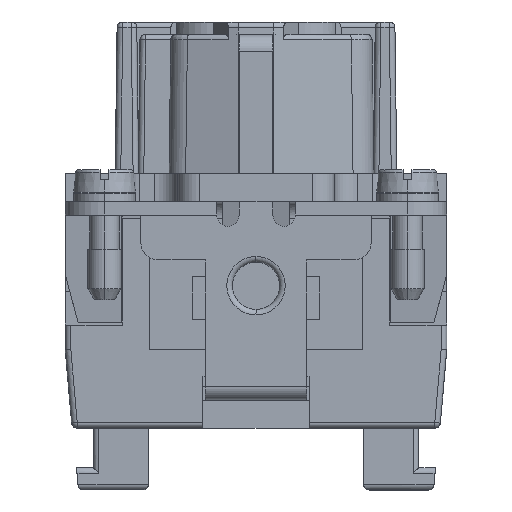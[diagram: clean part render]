
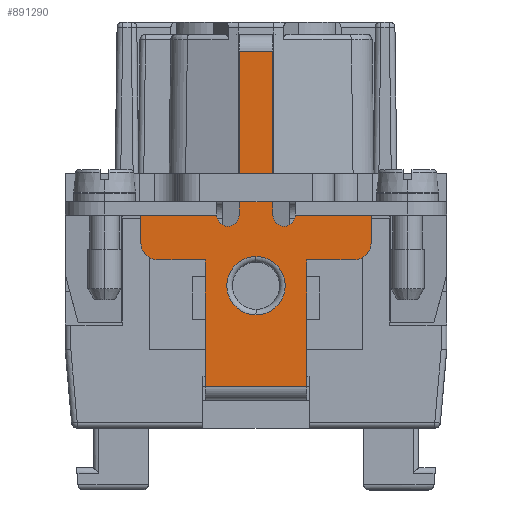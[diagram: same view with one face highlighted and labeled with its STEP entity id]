
A CAD part, left-side view. The second image highlights one B-rep face of the part: STEP entity #891290.
In plain terms, the highlighted face is planar.
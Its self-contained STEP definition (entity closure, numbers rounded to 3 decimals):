
#46610=CARTESIAN_POINT('',(-21.146,24.176,0.));
#46620=DIRECTION('',(0.,0.,-1.));
#46630=VECTOR('',#46620,1.);
#46640=LINE('',#46610,#46630);
#46650=CARTESIAN_POINT('',(-21.146,24.176,
-5.4));
#46660=VERTEX_POINT('',#46650);
#46670=CARTESIAN_POINT('',(-21.146,24.176,
-11.4));
#46680=VERTEX_POINT('',#46670);
#46690=EDGE_CURVE('',#46660,#46680,#46640,.T.);
#47650=CARTESIAN_POINT('',(-21.146,24.176,
-0.1));
#47660=VERTEX_POINT('',#47650);
#47690=CARTESIAN_POINT('',(-21.146,24.176,0.));
#47700=DIRECTION('',(0.,0.,-1.));
#47710=VECTOR('',#47700,1.);
#47720=LINE('',#47690,#47710);
#47730=CARTESIAN_POINT('',(-21.146,24.176,
-1.6));
#47740=VERTEX_POINT('',#47730);
#47750=EDGE_CURVE('',#47660,#47740,#47720,.T.);
#157340=CARTESIAN_POINT('',(-21.146,33.176,
-5.4));
#157350=VERTEX_POINT('',#157340);
#157500=CARTESIAN_POINT('',(-21.146,33.176,
-1.6));
#157510=VERTEX_POINT('',#157500);
#157540=CARTESIAN_POINT('',(-21.146,33.176,0.));
#157550=DIRECTION('',(0.,0.,1.));
#157560=VECTOR('',#157550,1.);
#157570=LINE('',#157540,#157560);
#157580=CARTESIAN_POINT('',(-21.146,33.176,
-0.1));
#157590=VERTEX_POINT('',#157580);
#157600=EDGE_CURVE('',#157510,#157590,#157570,.T.);
#158470=CARTESIAN_POINT('',(-21.146,33.176,
-11.4));
#158480=VERTEX_POINT('',#158470);
#158510=CARTESIAN_POINT('',(-21.146,33.176,0.));
#158520=DIRECTION('',(0.,0.,1.));
#158530=VECTOR('',#158520,1.);
#158540=LINE('',#158510,#158530);
#158550=EDGE_CURVE('',#158480,#157350,#158540,.T.);
#727880=CARTESIAN_POINT('',(-21.146,18.426,
3.9));
#727890=VERTEX_POINT('',#727880);
#727920=CARTESIAN_POINT('',(-21.146,18.426,
20.6));
#727930=DIRECTION('',(0.,0.,1.));
#727940=VECTOR('',#727930,1.);
#727950=LINE('',#727920,#727940);
#727960=CARTESIAN_POINT('',(-21.146,18.426,
1.4));
#727970=VERTEX_POINT('',#727960);
#727980=EDGE_CURVE('',#727970,#727890,#727950,.T.);
#728340=CARTESIAN_POINT('',(-21.146,27.176,
3.9));
#728350=VERTEX_POINT('',#728340);
#728400=CARTESIAN_POINT('',(-21.146,26.176,
3.9));
#728410=DIRECTION('',(1.,0.,0.));
#728420=DIRECTION('',(0.,-1.,0.));
#728430=AXIS2_PLACEMENT_3D('',#728400,#728410,#728420);
#728440=CIRCLE('',#728430,1.);
#728450=CARTESIAN_POINT('',(-21.146,25.176,
3.9));
#728460=VERTEX_POINT('',#728450);
#728470=EDGE_CURVE('',#728460,#728350,#728440,.T.);
#729040=CARTESIAN_POINT('',(-21.146,19.926,
1.4));
#729050=DIRECTION('',(-1.,0.,0.));
#729060=DIRECTION('',(0.,1.,0.));
#729070=AXIS2_PLACEMENT_3D('',#729040,#729050,#729060);
#729080=CIRCLE('',#729070,1.5);
#729090=CARTESIAN_POINT('',(-21.146,19.926,
-0.1));
#729100=VERTEX_POINT('',#729090);
#729110=EDGE_CURVE('',#729100,#727970,#729080,.T.);
#729580=CARTESIAN_POINT('',(-21.146,72.675,
-0.1));
#729590=DIRECTION('',(0.,-1.,0.));
#729600=VECTOR('',#729590,1.);
#729610=LINE('',#729580,#729600);
#729620=EDGE_CURVE('',#47660,#729100,#729610,.T.);
#765460=CARTESIAN_POINT('',(-21.146,32.176,
3.9));
#765470=VERTEX_POINT('',#765460);
#765730=CARTESIAN_POINT('',(-21.146,31.176,
3.9));
#765740=DIRECTION('',(1.,0.,0.));
#765750=DIRECTION('',(0.,-1.,0.));
#765760=AXIS2_PLACEMENT_3D('',#765730,#765740,#765750);
#765770=CIRCLE('',#765760,1.);
#765780=CARTESIAN_POINT('',(-21.146,30.176,
3.9));
#765790=VERTEX_POINT('',#765780);
#765800=EDGE_CURVE('',#765790,#765470,#765770,.T.);
#767660=CARTESIAN_POINT('',(-21.146,30.176,
20.6));
#767670=DIRECTION('',(0.,0.,-1.));
#767680=VECTOR('',#767670,1.);
#767690=LINE('',#767660,#767680);
#767700=CARTESIAN_POINT('',(-21.146,30.176,
18.5));
#767710=VERTEX_POINT('',#767700);
#767720=EDGE_CURVE('',#767710,#765790,#767690,.T.);
#768000=CARTESIAN_POINT('',(-21.146,72.675,
18.5));
#768010=DIRECTION('',(0.,-1.,0.));
#768020=VECTOR('',#768010,1.);
#768030=LINE('',#768000,#768020);
#768040=CARTESIAN_POINT('',(-21.146,27.176,
18.5));
#768050=VERTEX_POINT('',#768040);
#768060=EDGE_CURVE('',#767710,#768050,#768030,.T.);
#768490=CARTESIAN_POINT('',(-21.146,27.176,
20.6));
#768500=DIRECTION('',(0.,0.,1.));
#768510=VECTOR('',#768500,1.);
#768520=LINE('',#768490,#768510);
#768530=EDGE_CURVE('',#728350,#768050,#768520,.T.);
#771790=CARTESIAN_POINT('',(-21.146,72.675,
3.9));
#771800=DIRECTION('',(0.,1.,0.));
#771810=VECTOR('',#771800,1.);
#771820=LINE('',#771790,#771810);
#771830=EDGE_CURVE('',#727890,#728460,#771820,.T.);
#775550=CARTESIAN_POINT('',(-21.146,33.176,0.));
#775560=DIRECTION('',(0.,0.,1.));
#775570=VECTOR('',#775560,1.);
#775580=LINE('',#775550,#775570);
#775590=EDGE_CURVE('',#157350,#157510,#775580,.T.);
#775920=CARTESIAN_POINT('',(-21.146,24.176,0.));
#775930=DIRECTION('',(0.,0.,-1.));
#775940=VECTOR('',#775930,1.);
#775950=LINE('',#775920,#775940);
#775960=EDGE_CURVE('',#47740,#46660,#775950,.T.);
#781280=CARTESIAN_POINT('',(-21.146,72.675,
-11.4));
#781290=DIRECTION('',(0.,-1.,0.));
#781300=VECTOR('',#781290,1.);
#781310=LINE('',#781280,#781300);
#781320=EDGE_CURVE('',#158480,#46680,#781310,.T.);
#851200=CARTESIAN_POINT('',(-21.146,38.926,
3.9));
#851210=VERTEX_POINT('',#851200);
#851260=EDGE_CURVE('',#765470,#851210,#771820,.T.);
#889140=CARTESIAN_POINT('',(-21.146,37.426,
-0.1));
#889150=VERTEX_POINT('',#889140);
#889200=CARTESIAN_POINT('',(-21.146,72.675,
-0.1));
#889210=DIRECTION('',(0.,-1.,0.));
#889220=VECTOR('',#889210,1.);
#889230=LINE('',#889200,#889220);
#889240=EDGE_CURVE('',#889150,#157590,#889230,.T.);
#889420=CARTESIAN_POINT('',(-21.146,37.426,
1.4));
#889430=DIRECTION('',(-1.,0.,0.));
#889440=DIRECTION('',(0.,1.,0.));
#889450=AXIS2_PLACEMENT_3D('',#889420,#889430,#889440);
#889460=CIRCLE('',#889450,1.5);
#889470=CARTESIAN_POINT('',(-21.146,38.926,
1.4));
#889480=VERTEX_POINT('',#889470);
#889490=EDGE_CURVE('',#889480,#889150,#889460,.T.);
#889760=CARTESIAN_POINT('',(-21.146,38.926,
20.6));
#889770=DIRECTION('',(0.,0.,-1.));
#889780=VECTOR('',#889770,1.);
#889790=LINE('',#889760,#889780);
#889800=EDGE_CURVE('',#851210,#889480,#889790,.T.);
#890660=CARTESIAN_POINT('',(-21.146,28.676,
0.2));
#890670=VERTEX_POINT('',#890660);
#890700=CARTESIAN_POINT('',(-21.146,28.676,
-2.4));
#890710=DIRECTION('',(1.,0.,0.));
#890720=DIRECTION('',(0.,-1.,0.));
#890730=AXIS2_PLACEMENT_3D('',#890700,#890710,#890720);
#890740=CIRCLE('',#890730,2.6);
#890750=CARTESIAN_POINT('',(-21.146,28.676,
-5.));
#890760=VERTEX_POINT('',#890750);
#890770=EDGE_CURVE('',#890760,#890670,#890740,.T.);
#890970=CARTESIAN_POINT('',(-21.146,29.669,
-7.687));
#890980=DIRECTION('',(1.,0.,0.));
#890990=DIRECTION('',(0.,-1.,0.));
#891000=AXIS2_PLACEMENT_3D('',#890970,#890980,#890990);
#891010=PLANE('',#891000);
#891020=ORIENTED_EDGE('',*,*,#890770,.F.);
#891030=EDGE_CURVE('',#890670,#890760,#890740,.T.);
#891040=ORIENTED_EDGE('',*,*,#891030,.F.);
#891050=EDGE_LOOP('',(#891040,#891020));
#891060=FACE_BOUND('',#891050,.T.);
#891070=ORIENTED_EDGE('',*,*,#158550,.T.);
#891080=ORIENTED_EDGE('',*,*,#781320,.F.);
#891090=ORIENTED_EDGE('',*,*,#46690,.T.);
#891100=ORIENTED_EDGE('',*,*,#775960,.T.);
#891110=ORIENTED_EDGE('',*,*,#47750,.T.);
#891120=ORIENTED_EDGE('',*,*,#729620,.F.);
#891130=ORIENTED_EDGE('',*,*,#729110,.F.);
#891140=ORIENTED_EDGE('',*,*,#727980,.F.);
#891150=ORIENTED_EDGE('',*,*,#771830,.F.);
#891160=ORIENTED_EDGE('',*,*,#728470,.F.);
#891170=ORIENTED_EDGE('',*,*,#768530,.F.);
#891180=ORIENTED_EDGE('',*,*,#768060,.T.);
#891190=ORIENTED_EDGE('',*,*,#767720,.F.);
#891200=ORIENTED_EDGE('',*,*,#765800,.F.);
#891210=ORIENTED_EDGE('',*,*,#851260,.F.);
#891220=ORIENTED_EDGE('',*,*,#889800,.F.);
#891230=ORIENTED_EDGE('',*,*,#889490,.F.);
#891240=ORIENTED_EDGE('',*,*,#889240,.F.);
#891250=ORIENTED_EDGE('',*,*,#157600,.T.);
#891260=ORIENTED_EDGE('',*,*,#775590,.T.);
#891270=EDGE_LOOP('',(#891260,#891250,#891240,#891230,#891220,#891210,
#891200,#891190,#891180,#891170,#891160,#891150,#891140,#891130,#891120,
#891110,#891100,#891090,#891080,#891070));
#891280=FACE_OUTER_BOUND('',#891270,.T.);
#891290=ADVANCED_FACE('',(#891060,#891280),#891010,.T.);
